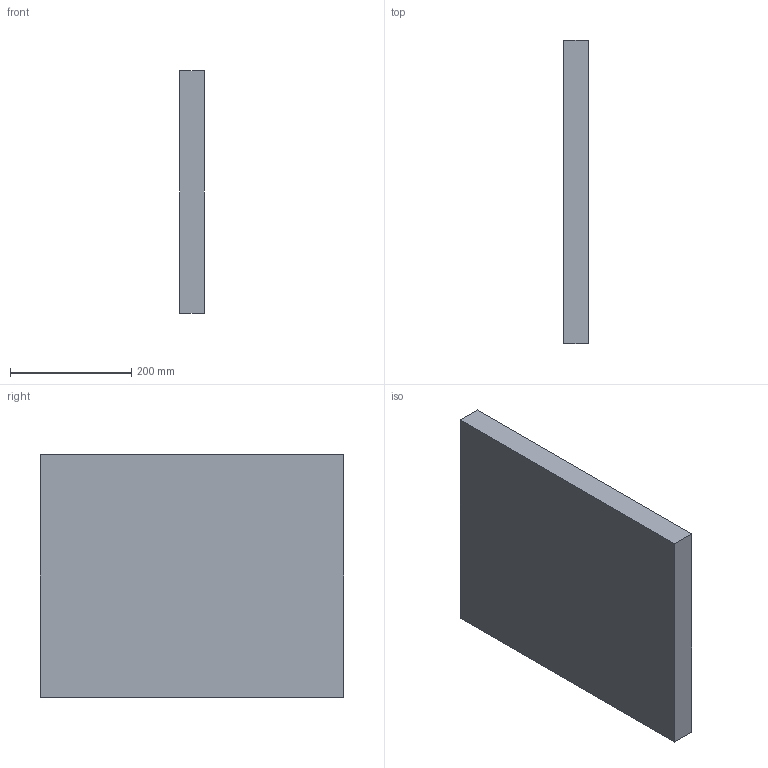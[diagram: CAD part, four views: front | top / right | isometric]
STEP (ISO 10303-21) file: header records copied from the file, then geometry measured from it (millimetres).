
FILE_DESCRIPTION(('ANSA STEP Exchange Structure File'),'2;1');
FILE_NAME('solid_fsi_test.step','2016-03-04T16:12',('marcust'),('none'),'ANSA 16.1.0','ANSA 16.1.0 AP214','none');
FILE_SCHEMA(('AUTOMOTIVE_DESIGN { 1 0 10303 214 1 1 1 1 }'));
Length unit declared in the file: metre
Products named in the file (1): Untitled
Bounding box: 40 x 500 x 400 mm (x, y, z)
Surface area: 472000 mm2 (no closed solid volume)
Topology: 0 solids, 1 shells, 6 faces, 12 edges, 8 vertices
Faces by surface type: bspline 6
Entity records: 190 total; most frequent: CARTESIAN_POINT 81, ORIENTED_EDGE 24, B_SPLINE_CURVE_WITH_KNOTS 12, EDGE_CURVE 12, VERTEX_POINT 8, EDGE_LOOP 6, FACE_OUTER_BOUND 6, B_SPLINE_SURFACE_WITH_KNOTS 6
